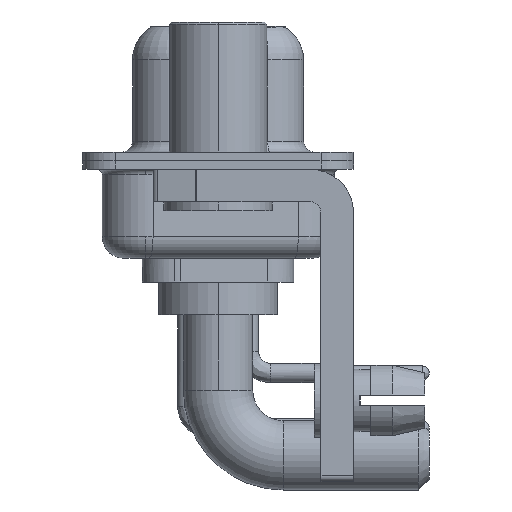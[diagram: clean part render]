
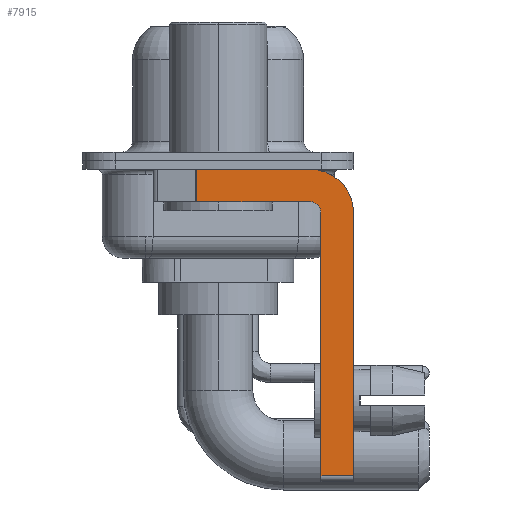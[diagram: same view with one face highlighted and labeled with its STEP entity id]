
A CAD part, left-side view. The second image highlights one B-rep face of the part: STEP entity #7915.
In plain terms, the highlighted planar face has unit normal (-1, 0, 0).
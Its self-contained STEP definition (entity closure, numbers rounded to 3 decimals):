
#143 = ORIENTED_EDGE ( 'NONE', *, *, #6830, .T. ) ;
#777 = VERTEX_POINT ( 'NONE', #20446 ) ;
#1326 = ORIENTED_EDGE ( 'NONE', *, *, #6214, .F. ) ;
#2480 = DIRECTION ( 'NONE',  ( 0., 0., 1. ) ) ;
#2529 = LINE ( 'NONE', #15707, #16456 ) ;
#2628 = ORIENTED_EDGE ( 'NONE', *, *, #20364, .F. ) ;
#3070 = VECTOR ( 'NONE', #15879, 1000. ) ;
#4225 = EDGE_CURVE ( 'NONE', #20881, #12912, #17023, .T. ) ;
#4678 = CARTESIAN_POINT ( 'NONE',  ( -2.9, -4.75, -2.4 ) ) ;
#4992 = CIRCLE ( 'NONE', #16531, 0.5 ) ;
#5076 = VECTOR ( 'NONE', #8830, 1000. ) ;
#5446 = CARTESIAN_POINT ( 'NONE',  ( -2.9, -4.75, -14.8 ) ) ;
#6214 = EDGE_CURVE ( 'NONE', #777, #13513, #20094, .T. ) ;
#6557 = ORIENTED_EDGE ( 'NONE', *, *, #7916, .T. ) ;
#6830 = EDGE_CURVE ( 'NONE', #16479, #9272, #12791, .T. ) ;
#6833 = VECTOR ( 'NONE', #16627, 1000. ) ;
#7266 = DIRECTION ( 'NONE',  ( 0., 0., -1. ) ) ;
#7322 = CARTESIAN_POINT ( 'NONE',  ( -2.9, -4.25, -0.4 ) ) ;
#7438 = ORIENTED_EDGE ( 'NONE', *, *, #4225, .F. ) ;
#7789 = VERTEX_POINT ( 'NONE', #20721 ) ;
#7915 = ADVANCED_FACE ( 'NONE', ( #19211 ), #12930, .F. ) ;
#7916 = EDGE_CURVE ( 'NONE', #20881, #13513, #13452, .T. ) ;
#8830 = DIRECTION ( 'NONE',  ( 0., 0., -1. ) ) ;
#8945 = ORIENTED_EDGE ( 'NONE', *, *, #10543, .F. ) ;
#9066 = DIRECTION ( 'NONE',  ( 0., 0., 1. ) ) ;
#9272 = VERTEX_POINT ( 'NONE', #17994 ) ;
#10543 = EDGE_CURVE ( 'NONE', #16479, #15234, #14378, .T. ) ;
#10781 = EDGE_CURVE ( 'NONE', #15234, #777, #16364, .T. ) ;
#10970 = CARTESIAN_POINT ( 'NONE',  ( -2.9, -4.25, -2.4 ) ) ;
#11326 = DIRECTION ( 'NONE',  ( 1., 0., 0. ) ) ;
#11766 = CARTESIAN_POINT ( 'NONE',  ( -2.9, 0.978, -0.4 ) ) ;
#12210 = ORIENTED_EDGE ( 'NONE', *, *, #13321, .F. ) ;
#12791 = LINE ( 'NONE', #17252, #3070 ) ;
#12912 = VERTEX_POINT ( 'NONE', #4678 ) ;
#12930 = PLANE ( 'NONE',  #20746 ) ;
#13321 = EDGE_CURVE ( 'NONE', #7789, #9272, #2529, .T. ) ;
#13391 = CARTESIAN_POINT ( 'NONE',  ( -2.9, -6.25, -2.4 ) ) ;
#13452 = LINE ( 'NONE', #13659, #6833 ) ;
#13513 = VERTEX_POINT ( 'NONE', #18027 ) ;
#13619 = DIRECTION ( 'NONE',  ( 1., 0., 0. ) ) ;
#13659 = CARTESIAN_POINT ( 'NONE',  ( -2.9, -4.25, -14.55 ) ) ;
#13777 = EDGE_LOOP ( 'NONE', ( #8945, #143, #12210, #2628, #7438, #6557, #1326, #19949 ) ) ;
#14378 = LINE ( 'NONE', #17344, #15014 ) ;
#15014 = VECTOR ( 'NONE', #20860, 1000. ) ;
#15234 = VERTEX_POINT ( 'NONE', #7322 ) ;
#15434 = CARTESIAN_POINT ( 'NONE',  ( -2.9, -4.75, -14.55 ) ) ;
#15707 = CARTESIAN_POINT ( 'NONE',  ( -2.9, -4.25, -1.9 ) ) ;
#15878 = VECTOR ( 'NONE', #9066, 1000. ) ;
#15879 = DIRECTION ( 'NONE',  ( 0., 0., -1. ) ) ;
#16364 = CIRCLE ( 'NONE', #16710, 2. ) ;
#16456 = VECTOR ( 'NONE', #17394, 1000. ) ;
#16479 = VERTEX_POINT ( 'NONE', #11766 ) ;
#16531 = AXIS2_PLACEMENT_3D ( 'NONE', #10970, #17245, #2480 ) ;
#16627 = DIRECTION ( 'NONE',  ( 0., -1., 0. ) ) ;
#16710 = AXIS2_PLACEMENT_3D ( 'NONE', #17011, #13619, #7266 ) ;
#17011 = CARTESIAN_POINT ( 'NONE',  ( -2.9, -4.25, -2.4 ) ) ;
#17023 = LINE ( 'NONE', #5446, #15878 ) ;
#17245 = DIRECTION ( 'NONE',  ( -1., 0., 0. ) ) ;
#17252 = CARTESIAN_POINT ( 'NONE',  ( -2.9, 0.978, -1.9 ) ) ;
#17344 = CARTESIAN_POINT ( 'NONE',  ( -2.9, 3., -0.4 ) ) ;
#17394 = DIRECTION ( 'NONE',  ( 0., 1., 0. ) ) ;
#17812 = DIRECTION ( 'NONE',  ( 0., 0., -1. ) ) ;
#17994 = CARTESIAN_POINT ( 'NONE',  ( -2.9, 0.978, -1.9 ) ) ;
#18027 = CARTESIAN_POINT ( 'NONE',  ( -2.9, -6.25, -14.55 ) ) ;
#19211 = FACE_OUTER_BOUND ( 'NONE', #13777, .T. ) ;
#19419 = CARTESIAN_POINT ( 'NONE',  ( -2.9, -4.25, -2.4 ) ) ;
#19949 = ORIENTED_EDGE ( 'NONE', *, *, #10781, .F. ) ;
#20094 = LINE ( 'NONE', #13391, #5076 ) ;
#20364 = EDGE_CURVE ( 'NONE', #12912, #7789, #4992, .T. ) ;
#20446 = CARTESIAN_POINT ( 'NONE',  ( -2.9, -6.25, -2.4 ) ) ;
#20721 = CARTESIAN_POINT ( 'NONE',  ( -2.9, -4.25, -1.9 ) ) ;
#20746 = AXIS2_PLACEMENT_3D ( 'NONE', #19419, #11326, #17812 ) ;
#20860 = DIRECTION ( 'NONE',  ( 0., -1., 0. ) ) ;
#20881 = VERTEX_POINT ( 'NONE', #15434 ) ;
